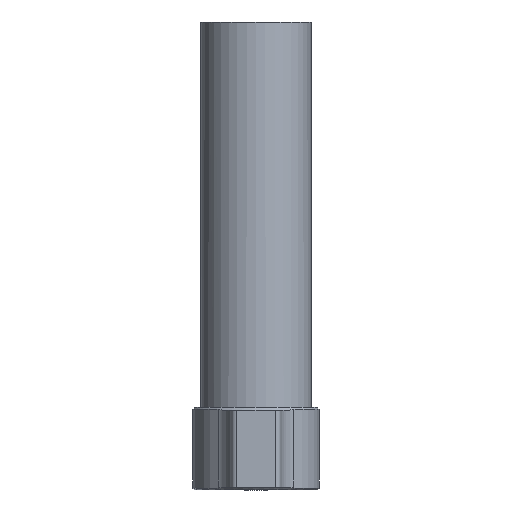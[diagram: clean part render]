
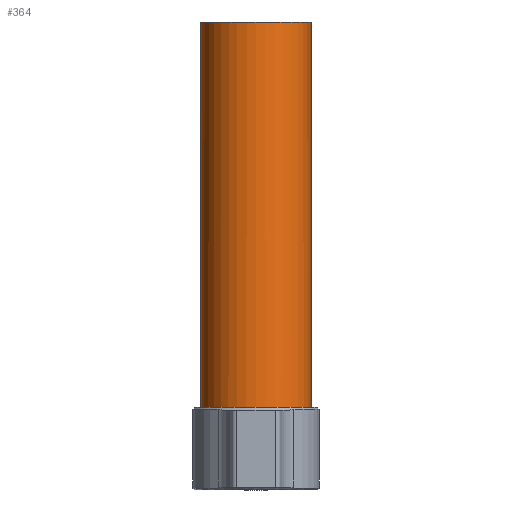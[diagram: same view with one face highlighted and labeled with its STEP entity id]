
A CAD part, front view. The second image highlights one B-rep face of the part: STEP entity #364.
In plain terms, the highlighted cylindrical face has radius 10 mm (diameter 20 mm), a full revolution.
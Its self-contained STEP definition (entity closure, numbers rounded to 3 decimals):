
#154=EDGE_CURVE('Unnamed[1]',#461,#461,#462,.T.);
#312=EDGE_CURVE('Unnamed[1]',#492,#696,#697,.T.);
#349=EDGE_CURVE('Unnamed[1]',#746,#491,#747,.T.);
#364=ADVANCED_FACE('Unnamed[1]',(#764,#765),#766,.T.);
#368=EDGE_CURVE('Unnamed[1]',#491,#492,#770,.T.);
#414=EDGE_CURVE('Unnamed[1]',#696,#746,#830,.T.);
#461=VERTEX_POINT('',#910);
#462=CIRCLE('',#911,10.0);
#491=VERTEX_POINT('',#948);
#492=VERTEX_POINT('',#949);
#696=VERTEX_POINT('',#1483);
#697=LINE('',#1484,#1485);
#746=VERTEX_POINT('',#1713);
#747=LINE('',#1714,#1715);
#764=FACE_BOUND('',#1742,.T.);
#765=FACE_BOUND('',#1743,.T.);
#766=CYLINDRICAL_SURFACE('',#1744,10.0);
#770=CIRCLE('',#1751,10.0);
#830=ELLIPSE('',#1973,14.142,10.0);
#910=CARTESIAN_POINT('',(0.,10.0,-70.0));
#911=AXIS2_PLACEMENT_3D('',#2076,#2077,#2078);
#948=CARTESIAN_POINT('',(3.8,9.25,0.));
#949=CARTESIAN_POINT('',(-3.8,9.25,0.));
#1483=CARTESIAN_POINT('',(-3.8,9.25,-65.0));
#1484=CARTESIAN_POINT('',(-3.8,9.25,-32.5));
#1485=VECTOR('',#2342,1.0);
#1713=CARTESIAN_POINT('',(3.8,9.25,-65.0));
#1714=CARTESIAN_POINT('',(3.8,9.25,-32.5));
#1715=VECTOR('',#2413,1.0);
#1742=EDGE_LOOP('',(#2427,#2428,#2429,#2430));
#1743=EDGE_LOOP('',(#2431));
#1744=AXIS2_PLACEMENT_3D('',#2432,#2433,#2434);
#1751=AXIS2_PLACEMENT_3D('',#2436,#2437,#2438);
#1973=AXIS2_PLACEMENT_3D('',#2519,#2520,#2521);
#2076=CARTESIAN_POINT('',(0.,0.,-70.0));
#2077=DIRECTION('',(0.,0.,-1.0));
#2078=DIRECTION('',(0.,1.0,0.));
#2342=DIRECTION('',(0.,0.,-1.0));
#2413=DIRECTION('',(0.,0.,1.0));
#2427=ORIENTED_EDGE('',*,*,#312,.T.);
#2428=ORIENTED_EDGE('',*,*,#414,.T.);
#2429=ORIENTED_EDGE('',*,*,#349,.T.);
#2430=ORIENTED_EDGE('',*,*,#368,.T.);
#2431=ORIENTED_EDGE('',*,*,#154,.F.);
#2432=CARTESIAN_POINT('',(0.,0.,-35.));
#2433=DIRECTION('',(0.,0.,-1.0));
#2434=DIRECTION('',(0.,1.0,0.));
#2436=CARTESIAN_POINT('',(0.,0.,0.));
#2437=DIRECTION('',(0.,0.,-1.0));
#2438=DIRECTION('',(0.,1.0,0.));
#2519=CARTESIAN_POINT('',(0.,0.,-55.75));
#2520=DIRECTION('',(0.,-0.707,-0.707));
#2521=DIRECTION('',(0.,0.707,-0.707));
